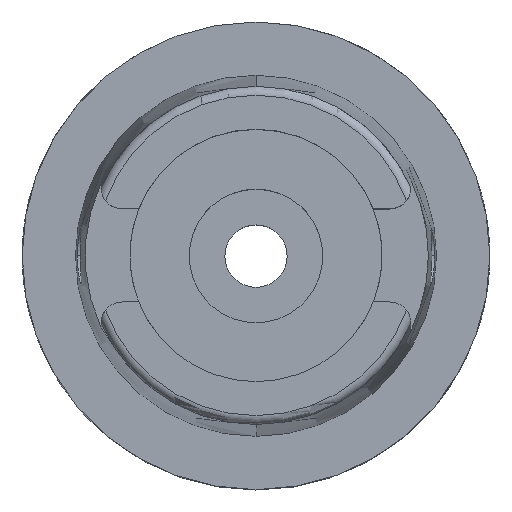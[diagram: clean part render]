
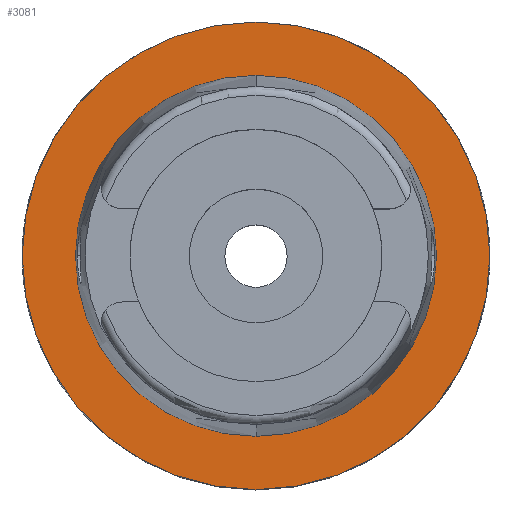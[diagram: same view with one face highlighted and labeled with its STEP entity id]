
A CAD part, top view. The second image highlights one B-rep face of the part: STEP entity #3081.
In plain terms, the highlighted planar face has unit normal (0, 0, 1).
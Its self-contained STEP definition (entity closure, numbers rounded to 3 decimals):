
#576=CARTESIAN_POINT('',(0.,0.,0.));
#577=DIRECTION('',(0.,0.,-1.));
#578=DIRECTION('',(0.,-1.,0.));
#579=AXIS2_PLACEMENT_3D('',#576,#577,#578);
#584=CARTESIAN_POINT('',(0.,0.,0.));
#585=DIRECTION('',(0.,0.,-1.));
#586=DIRECTION('',(0.,1.,0.));
#587=AXIS2_PLACEMENT_3D('',#584,#585,#586);
#592=CARTESIAN_POINT('',(0.,0.,0.));
#593=DIRECTION('',(0.,0.,1.));
#594=DIRECTION('',(0.,-1.,0.));
#595=AXIS2_PLACEMENT_3D('',#592,#593,#594);
#600=CARTESIAN_POINT('',(0.,0.,0.));
#601=DIRECTION('',(0.,0.,1.));
#602=DIRECTION('',(0.,1.,0.));
#603=AXIS2_PLACEMENT_3D('',#600,#601,#602);
#2391=CARTESIAN_POINT('',(0.,-24.315,0.));
#2392=VERTEX_POINT('',#2391);
#2393=CARTESIAN_POINT('',(0.,24.315,0.));
#2394=VERTEX_POINT('',#2393);
#2585=CARTESIAN_POINT('',(0.,31.5,0.));
#2586=VERTEX_POINT('',#2585);
#2587=CARTESIAN_POINT('',(0.,-31.5,0.));
#2588=VERTEX_POINT('',#2587);
#3066=CARTESIAN_POINT('',(0.,0.,0.));
#3067=DIRECTION('',(0.,0.,1.));
#3068=DIRECTION('',(0.,1.,0.));
#3069=AXIS2_PLACEMENT_3D('',#3066,#3067,#3068);
#3070=PLANE('',#3069);
#3072=ORIENTED_EDGE('',*,*,#3071,.T.);
#3074=ORIENTED_EDGE('',*,*,#3073,.T.);
#3075=EDGE_LOOP('',(#3072,#3074));
#3076=FACE_OUTER_BOUND('',#3075,.F.);
#3077=ORIENTED_EDGE('',*,*,#2978,.T.);
#3078=ORIENTED_EDGE('',*,*,#2799,.T.);
#3079=EDGE_LOOP('',(#3077,#3078));
#3080=FACE_BOUND('',#3079,.F.);
#580=CIRCLE('',#579,31.5);
#588=CIRCLE('',#587,31.5);
#596=CIRCLE('',#595,24.315);
#604=CIRCLE('',#603,24.315);
#2799=EDGE_CURVE('',#2394,#2392,#604,.T.);
#2978=EDGE_CURVE('',#2392,#2394,#596,.T.);
#3071=EDGE_CURVE('',#2588,#2586,#580,.T.);
#3073=EDGE_CURVE('',#2586,#2588,#588,.T.);
#3081=ADVANCED_FACE('',(#3076,#3080),#3070,.T.);
